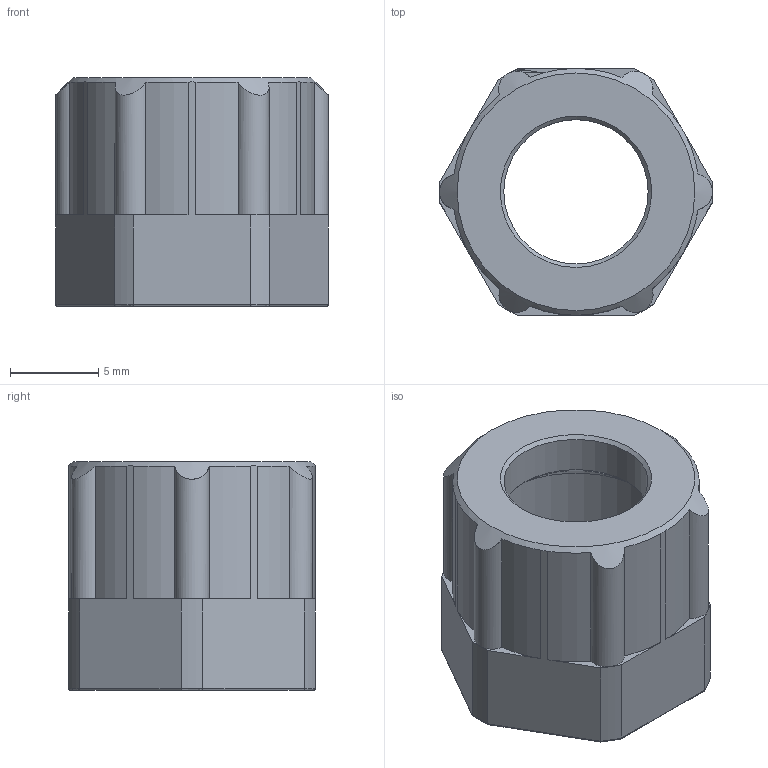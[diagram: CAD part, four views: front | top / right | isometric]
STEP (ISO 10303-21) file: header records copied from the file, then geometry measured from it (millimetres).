
FILE_DESCRIPTION(/* description */ (''),/* implementation_level */ '2;1');
FILE_NAME(/* name */ 'mck_6_k.stp',/* time_stamp */ '2017-03-16T09:57:48+01:00',/* author */ ('leitheußer'),/* organization */ (''),/* preprocessor_version */ 'ST-DEVELOPER v15.6',/* originating_system */ 'Autodesk Inventor LT ',/* authorisation */ '');
FILE_SCHEMA (('AUTOMOTIVE_DESIGN { 1 0 10303 214 3 1 1 }'));
Length unit declared in the file: millimetre
Products named in the file (1): 5005
Bounding box: 15.5 x 14 x 13 mm (x, y, z)
Surface area: 1264.9 mm2 (no closed solid volume)
Topology: 0 solids, 1 shells, 60 faces, 162 edges, 98 vertices
Faces by surface type: cylinder 34, plane 17, torus 6, cone 3
Full cylindrical faces by diameter (mm): 8.2 x1, 10.917 x2, 12 x1
Entity records: 2177 total; most frequent: CARTESIAN_POINT 584, DIRECTION 342, ORIENTED_EDGE 288, EDGE_CURVE 152, AXIS2_PLACEMENT_3D 141, VERTEX_POINT 95, EDGE_LOOP 71, CIRCLE 68
